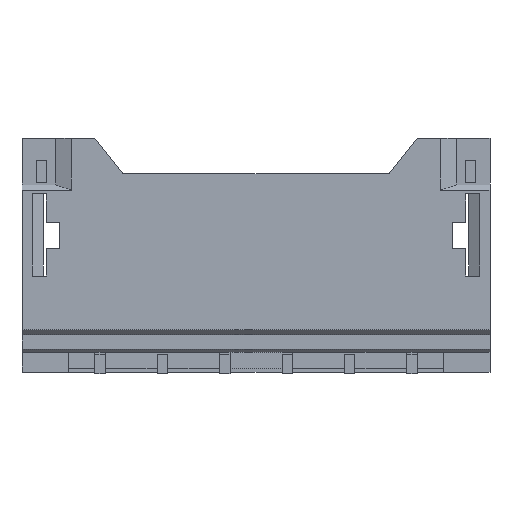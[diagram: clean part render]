
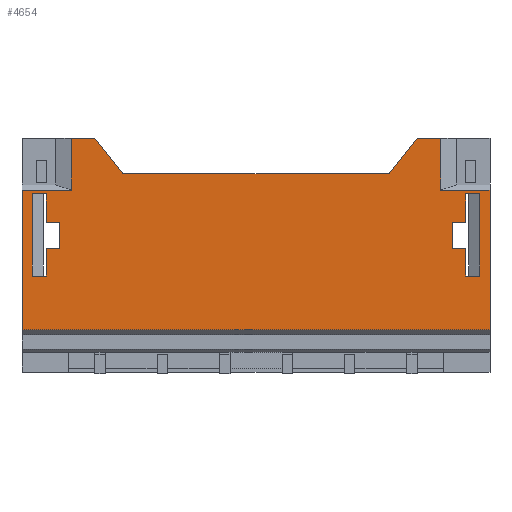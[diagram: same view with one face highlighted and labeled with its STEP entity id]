
A CAD part, front view. The second image highlights one B-rep face of the part: STEP entity #4654.
In plain terms, the highlighted planar face has unit normal (0, -1, 0).
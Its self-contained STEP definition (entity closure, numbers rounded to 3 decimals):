
#351=DIRECTION('',(0.,0.,1.));
#352=VECTOR('',#351,0.5);
#353=CARTESIAN_POINT('',(3.78,-1.4,0.13));
#354=LINE('',#353,#352);
#355=DIRECTION('',(-1.,0.,0.));
#356=VECTOR('',#355,0.25);
#357=CARTESIAN_POINT('',(4.03,-1.4,0.13));
#358=LINE('',#357,#356);
#359=DIRECTION('',(0.,0.,1.));
#360=VECTOR('',#359,0.53);
#361=CARTESIAN_POINT('',(4.03,-1.4,-0.4));
#362=LINE('',#361,#360);
#363=DIRECTION('',(1.,0.,0.));
#364=VECTOR('',#363,0.27);
#365=CARTESIAN_POINT('',(4.03,-1.4,-0.4));
#366=LINE('',#365,#364);
#367=DIRECTION('',(0.,0.,1.));
#368=VECTOR('',#367,1.58);
#369=CARTESIAN_POINT('',(4.3,-1.4,-0.4));
#370=LINE('',#369,#368);
#371=DIRECTION('',(1.,0.,0.));
#372=VECTOR('',#371,0.27);
#373=CARTESIAN_POINT('',(4.03,-1.4,1.18));
#374=LINE('',#373,#372);
#375=DIRECTION('',(0.,0.,1.));
#376=VECTOR('',#375,0.55);
#377=CARTESIAN_POINT('',(4.03,-1.4,0.63));
#378=LINE('',#377,#376);
#379=DIRECTION('',(1.,0.,0.));
#380=VECTOR('',#379,0.25);
#381=CARTESIAN_POINT('',(3.78,-1.4,0.63));
#382=LINE('',#381,#380);
#383=DIRECTION('',(-1.,0.,0.));
#384=VECTOR('',#383,0.25);
#385=CARTESIAN_POINT('',(-3.78,-1.4,0.13));
#386=LINE('',#385,#384);
#387=DIRECTION('',(0.,0.,-1.));
#388=VECTOR('',#387,0.5);
#389=CARTESIAN_POINT('',(-3.78,-1.4,0.63));
#390=LINE('',#389,#388);
#391=DIRECTION('',(1.,0.,0.));
#392=VECTOR('',#391,0.25);
#393=CARTESIAN_POINT('',(-4.03,-1.4,0.63));
#394=LINE('',#393,#392);
#395=DIRECTION('',(0.,0.,1.));
#396=VECTOR('',#395,0.55);
#397=CARTESIAN_POINT('',(-4.03,-1.4,0.63));
#398=LINE('',#397,#396);
#399=DIRECTION('',(1.,0.,0.));
#400=VECTOR('',#399,0.27);
#401=CARTESIAN_POINT('',(-4.3,-1.4,1.18));
#402=LINE('',#401,#400);
#403=DIRECTION('',(0.,0.,1.));
#404=VECTOR('',#403,1.58);
#405=CARTESIAN_POINT('',(-4.3,-1.4,-0.4));
#406=LINE('',#405,#404);
#407=DIRECTION('',(1.,0.,0.));
#408=VECTOR('',#407,0.27);
#409=CARTESIAN_POINT('',(-4.3,-1.4,-0.4));
#410=LINE('',#409,#408);
#411=DIRECTION('',(0.,0.,1.));
#412=VECTOR('',#411,0.53);
#413=CARTESIAN_POINT('',(-4.03,-1.4,-0.4));
#414=LINE('',#413,#412);
#415=DIRECTION('',(1.,0.,0.));
#416=VECTOR('',#415,0.945);
#417=CARTESIAN_POINT('',(3.555,-1.4,1.25));
#418=LINE('',#417,#416);
#419=DIRECTION('',(0.,0.,-1.));
#420=VECTOR('',#419,2.68);
#421=CARTESIAN_POINT('',(4.5,-1.4,1.25));
#422=LINE('',#421,#420);
#423=DIRECTION('',(1.,0.,0.));
#424=VECTOR('',#423,9.);
#425=CARTESIAN_POINT('',(-4.5,-1.4,-1.43));
#426=LINE('',#425,#424);
#427=DIRECTION('',(0.,0.,1.));
#428=VECTOR('',#427,2.68);
#429=CARTESIAN_POINT('',(-4.5,-1.4,-1.43));
#430=LINE('',#429,#428);
#431=DIRECTION('',(1.,0.,0.));
#432=VECTOR('',#431,0.945);
#433=CARTESIAN_POINT('',(-4.5,-1.4,1.25));
#434=LINE('',#433,#432);
#435=DIRECTION('',(0.,0.,-1.));
#436=VECTOR('',#435,1.);
#437=CARTESIAN_POINT('',(-3.555,-1.4,2.25));
#438=LINE('',#437,#436);
#439=DIRECTION('',(1.,0.,0.));
#440=VECTOR('',#439,0.455);
#441=CARTESIAN_POINT('',(-3.555,-1.4,2.25));
#442=LINE('',#441,#440);
#443=DIRECTION('',(-0.622,0.,0.783));
#444=VECTOR('',#443,0.868);
#445=CARTESIAN_POINT('',(-2.56,-1.4,1.57));
#446=LINE('',#445,#444);
#447=DIRECTION('',(-1.,0.,0.));
#448=VECTOR('',#447,5.12);
#449=CARTESIAN_POINT('',(2.56,-1.4,1.57));
#450=LINE('',#449,#448);
#451=DIRECTION('',(-0.622,0.,-0.783));
#452=VECTOR('',#451,0.868);
#453=CARTESIAN_POINT('',(3.1,-1.4,2.25));
#454=LINE('',#453,#452);
#455=DIRECTION('',(1.,0.,0.));
#456=VECTOR('',#455,0.455);
#457=CARTESIAN_POINT('',(3.1,-1.4,2.25));
#458=LINE('',#457,#456);
#459=DIRECTION('',(0.,0.,-1.));
#460=VECTOR('',#459,1.);
#461=CARTESIAN_POINT('',(3.555,-1.4,2.25));
#462=LINE('',#461,#460);
#3175=CARTESIAN_POINT('',(3.1,-1.4,2.25));
#3176=CARTESIAN_POINT('',(2.56,-1.4,1.57));
#3177=VERTEX_POINT('',#3175);
#3178=VERTEX_POINT('',#3176);
#3179=CARTESIAN_POINT('',(-2.56,-1.4,1.57));
#3180=VERTEX_POINT('',#3179);
#3181=CARTESIAN_POINT('',(-3.1,-1.4,2.25));
#3182=VERTEX_POINT('',#3181);
#3191=CARTESIAN_POINT('',(-4.3,-1.4,-0.4));
#3192=CARTESIAN_POINT('',(-4.03,-1.4,-0.4));
#3193=VERTEX_POINT('',#3191);
#3194=VERTEX_POINT('',#3192);
#3195=CARTESIAN_POINT('',(4.03,-1.4,-0.4));
#3196=CARTESIAN_POINT('',(4.3,-1.4,-0.4));
#3197=VERTEX_POINT('',#3195);
#3198=VERTEX_POINT('',#3196);
#3199=CARTESIAN_POINT('',(-4.3,-1.4,1.18));
#3200=CARTESIAN_POINT('',(-4.03,-1.4,1.18));
#3201=VERTEX_POINT('',#3199);
#3202=VERTEX_POINT('',#3200);
#3203=CARTESIAN_POINT('',(4.03,-1.4,1.18));
#3204=CARTESIAN_POINT('',(4.3,-1.4,1.18));
#3205=VERTEX_POINT('',#3203);
#3206=VERTEX_POINT('',#3204);
#3235=CARTESIAN_POINT('',(3.78,-1.4,0.13));
#3236=CARTESIAN_POINT('',(3.78,-1.4,0.63));
#3237=VERTEX_POINT('',#3235);
#3238=VERTEX_POINT('',#3236);
#3239=CARTESIAN_POINT('',(4.03,-1.4,0.63));
#3240=VERTEX_POINT('',#3239);
#3241=CARTESIAN_POINT('',(4.03,-1.4,0.13));
#3242=VERTEX_POINT('',#3241);
#3243=CARTESIAN_POINT('',(-3.78,-1.4,0.13));
#3244=CARTESIAN_POINT('',(-4.03,-1.4,0.13));
#3245=VERTEX_POINT('',#3243);
#3246=VERTEX_POINT('',#3244);
#3247=CARTESIAN_POINT('',(-4.03,-1.4,0.63));
#3248=CARTESIAN_POINT('',(-3.78,-1.4,0.63));
#3249=VERTEX_POINT('',#3247);
#3250=VERTEX_POINT('',#3248);
#3307=CARTESIAN_POINT('',(-4.5,-1.4,-1.43));
#3308=CARTESIAN_POINT('',(4.5,-1.4,-1.43));
#3309=VERTEX_POINT('',#3307);
#3310=VERTEX_POINT('',#3308);
#3323=CARTESIAN_POINT('',(-3.555,-1.4,2.25));
#3325=VERTEX_POINT('',#3323);
#3333=CARTESIAN_POINT('',(3.555,-1.4,2.25));
#3334=VERTEX_POINT('',#3333);
#3491=CARTESIAN_POINT('',(3.555,-1.4,1.25));
#3492=CARTESIAN_POINT('',(4.5,-1.4,1.25));
#3493=VERTEX_POINT('',#3491);
#3494=VERTEX_POINT('',#3492);
#3500=CARTESIAN_POINT('',(-3.555,-1.4,1.25));
#3502=VERTEX_POINT('',#3500);
#3503=CARTESIAN_POINT('',(-4.5,-1.4,1.25));
#3504=VERTEX_POINT('',#3503);
#4592=CARTESIAN_POINT('',(0.,-1.4,0.));
#4593=DIRECTION('',(0.,1.,0.));
#4594=DIRECTION('',(1.,0.,0.));
#4595=AXIS2_PLACEMENT_3D('',#4592,#4593,#4594);
#4596=PLANE('',#4595);
#4598=ORIENTED_EDGE('',*,*,#4597,.T.);
#4600=ORIENTED_EDGE('',*,*,#4599,.T.);
#4602=ORIENTED_EDGE('',*,*,#4601,.F.);
#4603=ORIENTED_EDGE('',*,*,#4574,.T.);
#4604=ORIENTED_EDGE('',*,*,#4478,.T.);
#4605=ORIENTED_EDGE('',*,*,#4495,.F.);
#4606=ORIENTED_EDGE('',*,*,#4526,.T.);
#4608=ORIENTED_EDGE('',*,*,#4607,.F.);
#4610=ORIENTED_EDGE('',*,*,#4609,.F.);
#4612=ORIENTED_EDGE('',*,*,#4611,.F.);
#4613=ORIENTED_EDGE('',*,*,#4540,.T.);
#4615=ORIENTED_EDGE('',*,*,#4614,.T.);
#4616=EDGE_LOOP('',(#4598,#4600,#4602,#4603,#4604,#4605,#4606,#4608,#4610,#4612,
#4613,#4615));
#4617=FACE_OUTER_BOUND('',#4616,.F.);
#4619=ORIENTED_EDGE('',*,*,#4618,.F.);
#4621=ORIENTED_EDGE('',*,*,#4620,.F.);
#4623=ORIENTED_EDGE('',*,*,#4622,.F.);
#4625=ORIENTED_EDGE('',*,*,#4624,.T.);
#4627=ORIENTED_EDGE('',*,*,#4626,.F.);
#4629=ORIENTED_EDGE('',*,*,#4628,.F.);
#4631=ORIENTED_EDGE('',*,*,#4630,.T.);
#4633=ORIENTED_EDGE('',*,*,#4632,.T.);
#4634=EDGE_LOOP('',(#4619,#4621,#4623,#4625,#4627,#4629,#4631,#4633));
#4635=FACE_BOUND('',#4634,.F.);
#4637=ORIENTED_EDGE('',*,*,#4636,.F.);
#4639=ORIENTED_EDGE('',*,*,#4638,.F.);
#4641=ORIENTED_EDGE('',*,*,#4640,.F.);
#4643=ORIENTED_EDGE('',*,*,#4642,.T.);
#4645=ORIENTED_EDGE('',*,*,#4644,.T.);
#4647=ORIENTED_EDGE('',*,*,#4646,.F.);
#4649=ORIENTED_EDGE('',*,*,#4648,.F.);
#4651=ORIENTED_EDGE('',*,*,#4650,.F.);
#4652=EDGE_LOOP('',(#4637,#4639,#4641,#4643,#4645,#4647,#4649,#4651));
#4653=FACE_BOUND('',#4652,.F.);
#4654=ADVANCED_FACE('',(#4617,#4635,#4653),#4596,.F.);
#4478=EDGE_CURVE('',#3504,#3502,#434,.T.);
#4495=EDGE_CURVE('',#3325,#3502,#438,.T.);
#4526=EDGE_CURVE('',#3325,#3182,#442,.T.);
#4540=EDGE_CURVE('',#3177,#3334,#458,.T.);
#4574=EDGE_CURVE('',#3309,#3504,#430,.T.);
#4597=EDGE_CURVE('',#3493,#3494,#418,.T.);
#4599=EDGE_CURVE('',#3494,#3310,#422,.T.);
#4601=EDGE_CURVE('',#3309,#3310,#426,.T.);
#4607=EDGE_CURVE('',#3180,#3182,#446,.T.);
#4609=EDGE_CURVE('',#3178,#3180,#450,.T.);
#4611=EDGE_CURVE('',#3177,#3178,#454,.T.);
#4614=EDGE_CURVE('',#3334,#3493,#462,.T.);
#4618=EDGE_CURVE('',#3245,#3246,#386,.T.);
#4620=EDGE_CURVE('',#3250,#3245,#390,.T.);
#4622=EDGE_CURVE('',#3249,#3250,#394,.T.);
#4624=EDGE_CURVE('',#3249,#3202,#398,.T.);
#4626=EDGE_CURVE('',#3201,#3202,#402,.T.);
#4628=EDGE_CURVE('',#3193,#3201,#406,.T.);
#4630=EDGE_CURVE('',#3193,#3194,#410,.T.);
#4632=EDGE_CURVE('',#3194,#3246,#414,.T.);
#4636=EDGE_CURVE('',#3237,#3238,#354,.T.);
#4638=EDGE_CURVE('',#3242,#3237,#358,.T.);
#4640=EDGE_CURVE('',#3197,#3242,#362,.T.);
#4642=EDGE_CURVE('',#3197,#3198,#366,.T.);
#4644=EDGE_CURVE('',#3198,#3206,#370,.T.);
#4646=EDGE_CURVE('',#3205,#3206,#374,.T.);
#4648=EDGE_CURVE('',#3240,#3205,#378,.T.);
#4650=EDGE_CURVE('',#3238,#3240,#382,.T.);
